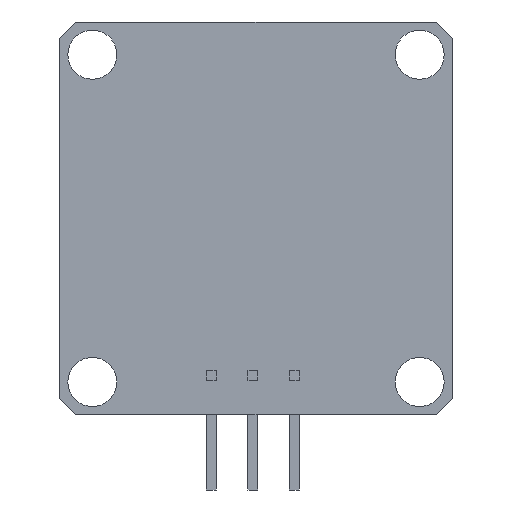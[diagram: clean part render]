
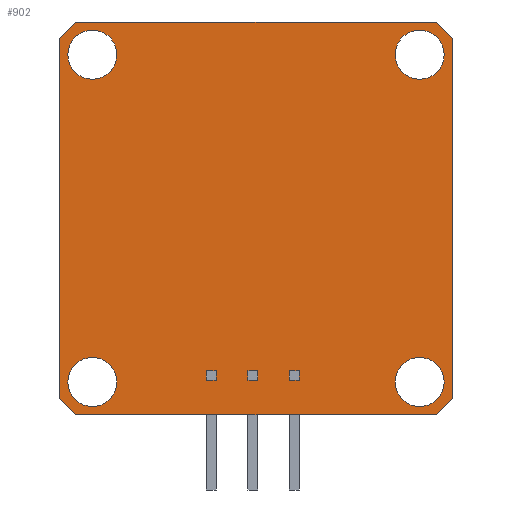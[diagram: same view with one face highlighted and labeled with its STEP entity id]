
A CAD part, front view. The second image highlights one B-rep face of the part: STEP entity #902.
In plain terms, the highlighted planar face has unit normal (0, -1, 0).
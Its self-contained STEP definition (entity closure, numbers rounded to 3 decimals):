
#43 = DIRECTION ( 'NONE',  ( -0.707, 0., 0.707 ) ) ;
#50 = ORIENTED_EDGE ( 'NONE', *, *, #3720, .T. ) ;
#64 = EDGE_CURVE ( 'NONE', #463, #3299, #1784, .T. ) ;
#83 = DIRECTION ( 'NONE',  ( 0., 0., -1. ) ) ;
#87 = VERTEX_POINT ( 'NONE', #3532 ) ;
#110 = VECTOR ( 'NONE', #2510, 1000. ) ;
#111 = EDGE_LOOP ( 'NONE', ( #2271, #50 ) ) ;
#152 = EDGE_CURVE ( 'NONE', #715, #87, #1816, .T. ) ;
#172 = CIRCLE ( 'NONE', #2923, 1.5 ) ;
#193 = DIRECTION ( 'NONE',  ( 0., 1., 0. ) ) ;
#224 = ORIENTED_EDGE ( 'NONE', *, *, #1810, .F. ) ;
#274 = ORIENTED_EDGE ( 'NONE', *, *, #2072, .F. ) ;
#309 = EDGE_CURVE ( 'NONE', #1098, #1960, #172, .T. ) ;
#318 = EDGE_CURVE ( 'NONE', #1975, #1049, #1799, .T. ) ;
#331 = DIRECTION ( 'NONE',  ( 0., 1., 0. ) ) ;
#463 = VERTEX_POINT ( 'NONE', #770 ) ;
#485 = EDGE_CURVE ( 'NONE', #2039, #3589, #2191, .T. ) ;
#500 = CARTESIAN_POINT ( 'NONE',  ( 10., -1., -8.5 ) ) ;
#536 = AXIS2_PLACEMENT_3D ( 'NONE', #3597, #2167, #3611 ) ;
#564 = CARTESIAN_POINT ( 'NONE',  ( 12., -1., 11. ) ) ;
#584 = CIRCLE ( 'NONE', #1212, 1.5 ) ;
#605 = CARTESIAN_POINT ( 'NONE',  ( 11., -1., 12. ) ) ;
#658 = ORIENTED_EDGE ( 'NONE', *, *, #152, .T. ) ;
#668 = CARTESIAN_POINT ( 'NONE',  ( 12., -1., -11. ) ) ;
#683 = EDGE_LOOP ( 'NONE', ( #2586, #3471 ) ) ;
#715 = VERTEX_POINT ( 'NONE', #500 ) ;
#720 = EDGE_CURVE ( 'NONE', #87, #715, #1279, .T. ) ;
#726 = EDGE_CURVE ( 'NONE', #3114, #1440, #2616, .T. ) ;
#770 = CARTESIAN_POINT ( 'NONE',  ( -12., -1., -11. ) ) ;
#836 = LINE ( 'NONE', #2002, #2154 ) ;
#867 = CARTESIAN_POINT ( 'NONE',  ( -10., -1., -10. ) ) ;
#893 = VERTEX_POINT ( 'NONE', #3327 ) ;
#902 = ADVANCED_FACE ( 'NONE', ( #1624, #2149, #2503, #1290, #1313 ), #2440, .T. ) ;
#934 = ORIENTED_EDGE ( 'NONE', *, *, #318, .T. ) ;
#982 = LINE ( 'NONE', #3312, #2886 ) ;
#1033 = DIRECTION ( 'NONE',  ( 0., 0., -1. ) ) ;
#1049 = VERTEX_POINT ( 'NONE', #605 ) ;
#1091 = AXIS2_PLACEMENT_3D ( 'NONE', #1146, #331, #2962 ) ;
#1098 = VERTEX_POINT ( 'NONE', #1247 ) ;
#1106 = DIRECTION ( 'NONE',  ( 0., 1., 0. ) ) ;
#1112 = DIRECTION ( 'NONE',  ( 0., 0., 1. ) ) ;
#1141 = DIRECTION ( 'NONE',  ( 0., 1., 0. ) ) ;
#1144 = CARTESIAN_POINT ( 'NONE',  ( 11., -1., -12. ) ) ;
#1146 = CARTESIAN_POINT ( 'NONE',  ( 10., -1., 10. ) ) ;
#1147 = CARTESIAN_POINT ( 'NONE',  ( -10., -1., 10. ) ) ;
#1153 = AXIS2_PLACEMENT_3D ( 'NONE', #2585, #1955, #2794 ) ;
#1162 = ORIENTED_EDGE ( 'NONE', *, *, #64, .T. ) ;
#1170 = AXIS2_PLACEMENT_3D ( 'NONE', #3181, #2836, #2287 ) ;
#1189 = DIRECTION ( 'NONE',  ( 0.707, 0., -0.707 ) ) ;
#1212 = AXIS2_PLACEMENT_3D ( 'NONE', #867, #1141, #2030 ) ;
#1247 = CARTESIAN_POINT ( 'NONE',  ( -10., -1., 11.5 ) ) ;
#1275 = CARTESIAN_POINT ( 'NONE',  ( 11.5, -1., 11.5 ) ) ;
#1277 = DIRECTION ( 'NONE',  ( 0., 1., 0. ) ) ;
#1279 = CIRCLE ( 'NONE', #1170, 1.5 ) ;
#1290 = FACE_BOUND ( 'NONE', #111, .T. ) ;
#1313 = FACE_OUTER_BOUND ( 'NONE', #3289, .T. ) ;
#1317 = CARTESIAN_POINT ( 'NONE',  ( 11.5, -1., -11.5 ) ) ;
#1389 = VERTEX_POINT ( 'NONE', #3123 ) ;
#1438 = ORIENTED_EDGE ( 'NONE', *, *, #726, .T. ) ;
#1440 = VERTEX_POINT ( 'NONE', #1448 ) ;
#1448 = CARTESIAN_POINT ( 'NONE',  ( 10., -1., 8.5 ) ) ;
#1474 = ORIENTED_EDGE ( 'NONE', *, *, #485, .T. ) ;
#1492 = VECTOR ( 'NONE', #3015, 1000. ) ;
#1519 = LINE ( 'NONE', #2721, #1492 ) ;
#1527 = CARTESIAN_POINT ( 'NONE',  ( -10., -1., -8.5 ) ) ;
#1537 = EDGE_CURVE ( 'NONE', #463, #1389, #836, .T. ) ;
#1555 = CARTESIAN_POINT ( 'NONE',  ( 12., -1., 12. ) ) ;
#1613 = EDGE_LOOP ( 'NONE', ( #658, #2133 ) ) ;
#1624 = FACE_BOUND ( 'NONE', #683, .T. ) ;
#1668 = LINE ( 'NONE', #1690, #1729 ) ;
#1690 = CARTESIAN_POINT ( 'NONE',  ( -12., -1., 12. ) ) ;
#1715 = DIRECTION ( 'NONE',  ( 0., 1., 0. ) ) ;
#1729 = VECTOR ( 'NONE', #2019, 1000. ) ;
#1767 = CARTESIAN_POINT ( 'NONE',  ( -11.5, -1., -11.5 ) ) ;
#1784 = LINE ( 'NONE', #1767, #2798 ) ;
#1799 = LINE ( 'NONE', #1275, #2555 ) ;
#1810 = EDGE_CURVE ( 'NONE', #2039, #3299, #982, .T. ) ;
#1816 = CIRCLE ( 'NONE', #2420, 1.5 ) ;
#1944 = AXIS2_PLACEMENT_3D ( 'NONE', #3689, #1715, #1112 ) ;
#1955 = DIRECTION ( 'NONE',  ( 0., 1., 0. ) ) ;
#1960 = VERTEX_POINT ( 'NONE', #3198 ) ;
#1961 = EDGE_CURVE ( 'NONE', #1960, #1098, #3372, .T. ) ;
#1973 = EDGE_CURVE ( 'NONE', #3174, #1049, #1668, .T. ) ;
#1975 = VERTEX_POINT ( 'NONE', #564 ) ;
#2002 = CARTESIAN_POINT ( 'NONE',  ( -12., -1., 12. ) ) ;
#2019 = DIRECTION ( 'NONE',  ( 1., 0., 0. ) ) ;
#2021 = DIRECTION ( 'NONE',  ( 0., 0., -1. ) ) ;
#2030 = DIRECTION ( 'NONE',  ( 0., 0., 1. ) ) ;
#2039 = VERTEX_POINT ( 'NONE', #1144 ) ;
#2072 = EDGE_CURVE ( 'NONE', #1975, #3589, #3013, .T. ) ;
#2133 = ORIENTED_EDGE ( 'NONE', *, *, #720, .T. ) ;
#2149 = FACE_BOUND ( 'NONE', #3486, .T. ) ;
#2154 = VECTOR ( 'NONE', #3165, 1000. ) ;
#2167 = DIRECTION ( 'NONE',  ( 0., -1., 0. ) ) ;
#2191 = LINE ( 'NONE', #1317, #110 ) ;
#2194 = ORIENTED_EDGE ( 'NONE', *, *, #3129, .T. ) ;
#2215 = CARTESIAN_POINT ( 'NONE',  ( -11., -1., -12. ) ) ;
#2222 = CARTESIAN_POINT ( 'NONE',  ( 10., -1., -10. ) ) ;
#2232 = ORIENTED_EDGE ( 'NONE', *, *, #1973, .F. ) ;
#2238 = CIRCLE ( 'NONE', #1091, 1.5 ) ;
#2265 = DIRECTION ( 'NONE',  ( 0., 0., -1. ) ) ;
#2271 = ORIENTED_EDGE ( 'NONE', *, *, #2937, .T. ) ;
#2287 = DIRECTION ( 'NONE',  ( 0., 0., -1. ) ) ;
#2337 = VERTEX_POINT ( 'NONE', #1527 ) ;
#2420 = AXIS2_PLACEMENT_3D ( 'NONE', #2222, #1277, #83 ) ;
#2440 = PLANE ( 'NONE',  #536 ) ;
#2479 = ORIENTED_EDGE ( 'NONE', *, *, #2636, .T. ) ;
#2503 = FACE_BOUND ( 'NONE', #1613, .T. ) ;
#2510 = DIRECTION ( 'NONE',  ( 0.707, 0., 0.707 ) ) ;
#2555 = VECTOR ( 'NONE', #43, 1000. ) ;
#2585 = CARTESIAN_POINT ( 'NONE',  ( -10., -1., -10. ) ) ;
#2586 = ORIENTED_EDGE ( 'NONE', *, *, #309, .T. ) ;
#2616 = CIRCLE ( 'NONE', #1944, 1.5 ) ;
#2636 = EDGE_CURVE ( 'NONE', #1440, #3114, #2238, .T. ) ;
#2690 = VECTOR ( 'NONE', #1033, 1000. ) ;
#2721 = CARTESIAN_POINT ( 'NONE',  ( -11.5, -1., 11.5 ) ) ;
#2794 = DIRECTION ( 'NONE',  ( 0., 0., 1. ) ) ;
#2798 = VECTOR ( 'NONE', #1189, 1000. ) ;
#2836 = DIRECTION ( 'NONE',  ( 0., 1., 0. ) ) ;
#2886 = VECTOR ( 'NONE', #3351, 1000. ) ;
#2923 = AXIS2_PLACEMENT_3D ( 'NONE', #3423, #1106, #2265 ) ;
#2937 = EDGE_CURVE ( 'NONE', #2337, #893, #584, .T. ) ;
#2962 = DIRECTION ( 'NONE',  ( 0., 0., 1. ) ) ;
#3004 = AXIS2_PLACEMENT_3D ( 'NONE', #1147, #193, #2021 ) ;
#3013 = LINE ( 'NONE', #1555, #2690 ) ;
#3015 = DIRECTION ( 'NONE',  ( -0.707, 0., -0.707 ) ) ;
#3031 = CARTESIAN_POINT ( 'NONE',  ( 10., -1., 11.5 ) ) ;
#3114 = VERTEX_POINT ( 'NONE', #3031 ) ;
#3123 = CARTESIAN_POINT ( 'NONE',  ( -12., -1., 11. ) ) ;
#3129 = EDGE_CURVE ( 'NONE', #3174, #1389, #1519, .T. ) ;
#3160 = ORIENTED_EDGE ( 'NONE', *, *, #1537, .F. ) ;
#3165 = DIRECTION ( 'NONE',  ( 0., 0., 1. ) ) ;
#3174 = VERTEX_POINT ( 'NONE', #3552 ) ;
#3181 = CARTESIAN_POINT ( 'NONE',  ( 10., -1., -10. ) ) ;
#3198 = CARTESIAN_POINT ( 'NONE',  ( -10., -1., 8.5 ) ) ;
#3289 = EDGE_LOOP ( 'NONE', ( #2232, #2194, #3160, #1162, #224, #1474, #274, #934 ) ) ;
#3299 = VERTEX_POINT ( 'NONE', #2215 ) ;
#3312 = CARTESIAN_POINT ( 'NONE',  ( -12., -1., -12. ) ) ;
#3327 = CARTESIAN_POINT ( 'NONE',  ( -10., -1., -11.5 ) ) ;
#3351 = DIRECTION ( 'NONE',  ( -1., 0., 0. ) ) ;
#3372 = CIRCLE ( 'NONE', #3004, 1.5 ) ;
#3423 = CARTESIAN_POINT ( 'NONE',  ( -10., -1., 10. ) ) ;
#3471 = ORIENTED_EDGE ( 'NONE', *, *, #1961, .T. ) ;
#3486 = EDGE_LOOP ( 'NONE', ( #1438, #2479 ) ) ;
#3532 = CARTESIAN_POINT ( 'NONE',  ( 10., -1., -11.5 ) ) ;
#3552 = CARTESIAN_POINT ( 'NONE',  ( -11., -1., 12. ) ) ;
#3589 = VERTEX_POINT ( 'NONE', #668 ) ;
#3597 = CARTESIAN_POINT ( 'NONE',  ( 0., -1., 0. ) ) ;
#3611 = DIRECTION ( 'NONE',  ( 0., 0., -1. ) ) ;
#3676 = CIRCLE ( 'NONE', #1153, 1.5 ) ;
#3689 = CARTESIAN_POINT ( 'NONE',  ( 10., -1., 10. ) ) ;
#3720 = EDGE_CURVE ( 'NONE', #893, #2337, #3676, .T. ) ;
